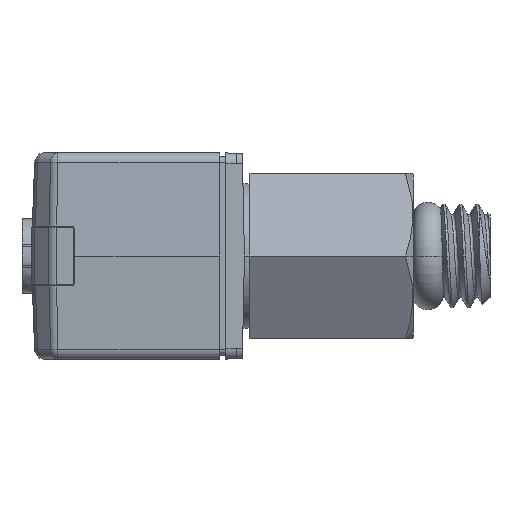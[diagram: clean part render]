
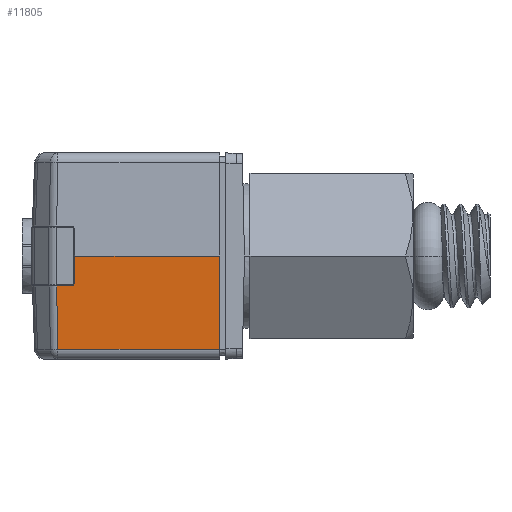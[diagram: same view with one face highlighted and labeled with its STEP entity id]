
A CAD part, left-side view. The second image highlights one B-rep face of the part: STEP entity #11805.
In plain terms, the highlighted planar face has unit normal (-0.999, 0, -0.035).
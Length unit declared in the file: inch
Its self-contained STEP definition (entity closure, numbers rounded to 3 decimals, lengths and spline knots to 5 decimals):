
#511=DIRECTION('',(0.,1.,0.));
#512=VECTOR('',#511,0.27556);
#513=CARTESIAN_POINT('',(-0.3937,0.,0.));
#514=LINE('',#513,#512);
#515=DIRECTION('',(0.,-1.,0.));
#516=VECTOR('',#515,0.0328);
#517=CARTESIAN_POINT('',(-0.39171,0.30992,
-0.05709));
#518=LINE('',#517,#516);
#519=DIRECTION('',(0.035,0.027,-0.999));
#520=VECTOR('',#519,0.05714);
#521=CARTESIAN_POINT('',(-0.3937,0.27556,0.));
#522=LINE('',#521,#520);
#1735=DIRECTION('',(-0.035,0.,0.999));
#1736=VECTOR('',#1735,0.17796);
#1737=CARTESIAN_POINT('',(-0.38749,0.,-0.17785));
#1738=LINE('',#1737,#1736);
#1869=DIRECTION('',(0.,1.,0.));
#1870=VECTOR('',#1869,0.30818);
#1871=CARTESIAN_POINT('',(-0.38749,0.,-0.17785));
#1872=LINE('',#1871,#1870);
#1888=DIRECTION('',(-0.035,0.014,0.999));
#1889=VECTOR('',#1888,0.12085);
#1890=CARTESIAN_POINT('',(-0.38749,0.30818,
-0.17785));
#1891=LINE('',#1890,#1889);
#9243=CARTESIAN_POINT('',(-0.39171,0.27713,
-0.05709));
#9244=VERTEX_POINT('',#9243);
#9247=CARTESIAN_POINT('',(-0.39171,0.30992,
-0.05709));
#9248=VERTEX_POINT('',#9247);
#9269=CARTESIAN_POINT('',(-0.38749,0.,-0.17785));
#9270=CARTESIAN_POINT('',(-0.38749,0.30818,
-0.17785));
#9271=VERTEX_POINT('',#9269);
#9272=VERTEX_POINT('',#9270);
#10757=CARTESIAN_POINT('',(-0.3937,0.,0.));
#10758=CARTESIAN_POINT('',(-0.3937,0.27556,0.));
#10759=VERTEX_POINT('',#10757);
#10760=VERTEX_POINT('',#10758);
#11787=CARTESIAN_POINT('',(-0.3937,0.37162,0.));
#11788=DIRECTION('',(-0.999,0.,-0.035));
#11789=DIRECTION('',(0.,-1.,0.));
#11790=AXIS2_PLACEMENT_3D('',#11787,#11788,#11789);
#11791=PLANE('',#11790);
#11793=ORIENTED_EDGE('',*,*,#11792,.F.);
#11795=ORIENTED_EDGE('',*,*,#11794,.F.);
#11797=ORIENTED_EDGE('',*,*,#11796,.T.);
#11799=ORIENTED_EDGE('',*,*,#11798,.T.);
#11801=ORIENTED_EDGE('',*,*,#11800,.T.);
#11802=ORIENTED_EDGE('',*,*,#11766,.F.);
#11803=EDGE_LOOP('',(#11793,#11795,#11797,#11799,#11801,#11802));
#11804=FACE_OUTER_BOUND('',#11803,.F.);
#11805=ADVANCED_FACE('',(#11804),#11791,.T.);
#11766=EDGE_CURVE('',#10760,#9244,#522,.T.);
#11792=EDGE_CURVE('',#10759,#10760,#514,.T.);
#11794=EDGE_CURVE('',#9271,#10759,#1738,.T.);
#11796=EDGE_CURVE('',#9271,#9272,#1872,.T.);
#11798=EDGE_CURVE('',#9272,#9248,#1891,.T.);
#11800=EDGE_CURVE('',#9248,#9244,#518,.T.);
